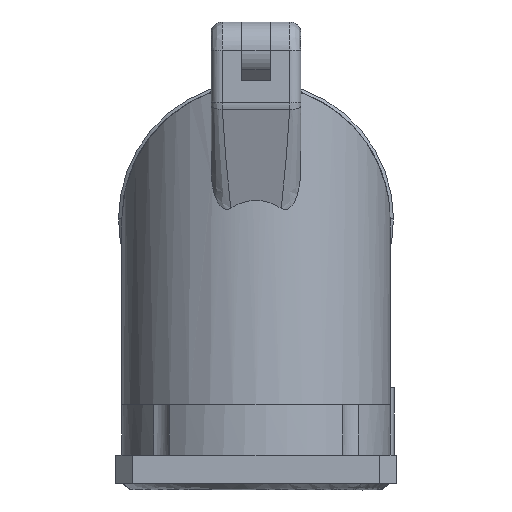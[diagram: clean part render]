
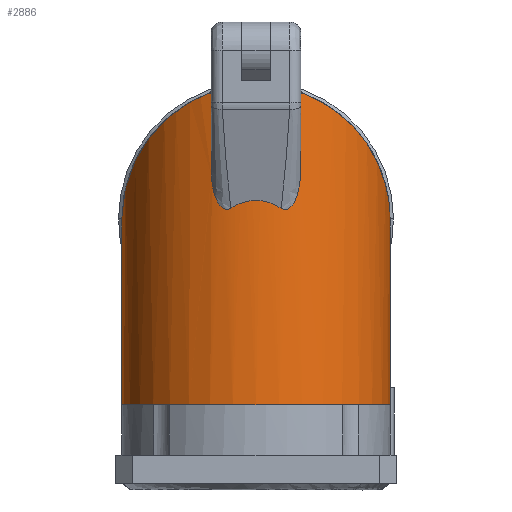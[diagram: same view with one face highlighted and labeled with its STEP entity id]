
A CAD part, front view. The second image highlights one B-rep face of the part: STEP entity #2886.
In plain terms, the highlighted cylindrical face has radius 11.95 mm (diameter 23.9 mm), a partial arc.
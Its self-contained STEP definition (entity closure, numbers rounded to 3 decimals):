
#1892=AXIS2_PLACEMENT_3D('Circle Axis2P3D',#1890,#1891,$) ;
#2754=AXIS2_PLACEMENT_3D('Cylinder Axis2P3D',#2751,#2752,#2753) ;
#1887=CARTESIAN_POINT('Vertex',(24.45,14.5,7.6)) ;
#1890=CARTESIAN_POINT('Axis2P3D Location',(12.5,14.5,7.6)) ;
#1894=CARTESIAN_POINT('Vertex',(0.55,14.5,7.6)) ;
#2703=CARTESIAN_POINT('Vertex',(24.45,14.5,24.15)) ;
#2706=CARTESIAN_POINT('Line Origine',(24.45,14.5,-4.271)) ;
#2751=CARTESIAN_POINT('Axis2P3D Location',(12.5,14.5,-4.271)) ;
#2757=CARTESIAN_POINT('Control Point',(16.5,3.239,35.411)) ;
#2758=CARTESIAN_POINT('Control Point',(17.54,3.609,35.041)) ;
#2759=CARTESIAN_POINT('Control Point',(18.517,4.091,34.559)) ;
#2760=CARTESIAN_POINT('Control Point',(19.411,4.669,33.98)) ;
#2761=CARTESIAN_POINT('Control Point',(20.6,5.632,33.018)) ;
#2762=CARTESIAN_POINT('Control Point',(21.581,6.711,31.939)) ;
#2763=CARTESIAN_POINT('Control Point',(21.882,7.077,31.573)) ;
#2764=CARTESIAN_POINT('Control Point',(23.063,8.664,29.986)) ;
#2765=CARTESIAN_POINT('Control Point',(23.858,10.394,28.255)) ;
#2766=CARTESIAN_POINT('Control Point',(24.254,11.754,26.896)) ;
#2767=CARTESIAN_POINT('Control Point',(24.45,13.131,25.519)) ;
#2768=CARTESIAN_POINT('Control Point',(24.45,14.5,24.15)) ;
#2769=CARTESIAN_POINT('Vertex',(16.5,3.239,35.411)) ;
#2772=CARTESIAN_POINT('Line Origine',(16.5,3.239,-4.271)) ;
#2776=CARTESIAN_POINT('Vertex',(16.5,3.239,28.584)) ;
#2780=CARTESIAN_POINT('Control Point',(16.5,3.239,28.584)) ;
#2781=CARTESIAN_POINT('Control Point',(16.5,3.239,28.31)) ;
#2782=CARTESIAN_POINT('Control Point',(16.49,3.236,28.036)) ;
#2783=CARTESIAN_POINT('Control Point',(16.47,3.229,27.771)) ;
#2784=CARTESIAN_POINT('Control Point',(16.427,3.214,27.382)) ;
#2785=CARTESIAN_POINT('Control Point',(16.36,3.19,26.998)) ;
#2786=CARTESIAN_POINT('Control Point',(16.337,3.183,26.883)) ;
#2787=CARTESIAN_POINT('Control Point',(16.273,3.161,26.593)) ;
#2788=CARTESIAN_POINT('Control Point',(16.192,3.134,26.308)) ;
#2789=CARTESIAN_POINT('Control Point',(16.136,3.116,26.141)) ;
#2790=CARTESIAN_POINT('Control Point',(16.012,3.077,25.819)) ;
#2791=CARTESIAN_POINT('Control Point',(15.848,3.028,25.517)) ;
#2792=CARTESIAN_POINT('Control Point',(15.752,3.,25.375)) ;
#2793=CARTESIAN_POINT('Control Point',(15.609,2.961,25.205)) ;
#2794=CARTESIAN_POINT('Control Point',(15.429,2.914,25.086)) ;
#2795=CARTESIAN_POINT('Control Point',(15.382,2.903,25.06)) ;
#2796=CARTESIAN_POINT('Control Point',(15.334,2.891,25.039)) ;
#2797=CARTESIAN_POINT('Control Point',(15.283,2.879,25.024)) ;
#2798=CARTESIAN_POINT('Vertex',(15.283,2.879,25.024)) ;
#2802=CARTESIAN_POINT('Control Point',(15.283,2.879,25.024)) ;
#2803=CARTESIAN_POINT('Control Point',(15.151,2.847,24.982)) ;
#2804=CARTESIAN_POINT('Control Point',(15.004,2.814,24.982)) ;
#2805=CARTESIAN_POINT('Control Point',(14.868,2.786,25.034)) ;
#2806=CARTESIAN_POINT('Control Point',(14.749,2.764,25.109)) ;
#2807=CARTESIAN_POINT('Vertex',(14.749,2.764,25.109)) ;
#2811=CARTESIAN_POINT('Control Point',(14.749,2.764,25.109)) ;
#2812=CARTESIAN_POINT('Control Point',(13.937,2.608,25.621)) ;
#2813=CARTESIAN_POINT('Control Point',(13.029,2.5,25.975)) ;
#2814=CARTESIAN_POINT('Control Point',(11.972,2.5,25.976)) ;
#2815=CARTESIAN_POINT('Control Point',(11.063,2.608,25.621)) ;
#2816=CARTESIAN_POINT('Control Point',(10.251,2.764,25.109)) ;
#2817=CARTESIAN_POINT('Vertex',(10.251,2.764,25.109)) ;
#2821=CARTESIAN_POINT('Control Point',(10.251,2.764,25.109)) ;
#2822=CARTESIAN_POINT('Control Point',(10.186,2.776,25.068)) ;
#2823=CARTESIAN_POINT('Control Point',(10.116,2.79,25.034)) ;
#2824=CARTESIAN_POINT('Control Point',(10.043,2.805,25.009)) ;
#2825=CARTESIAN_POINT('Control Point',(9.889,2.838,24.985)) ;
#2826=CARTESIAN_POINT('Control Point',(9.737,2.873,25.01)) ;
#2827=CARTESIAN_POINT('Control Point',(9.667,2.89,25.034)) ;
#2828=CARTESIAN_POINT('Control Point',(9.45,2.944,25.146)) ;
#2829=CARTESIAN_POINT('Control Point',(9.279,2.991,25.331)) ;
#2830=CARTESIAN_POINT('Control Point',(9.179,3.02,25.474)) ;
#2831=CARTESIAN_POINT('Control Point',(9.053,3.057,25.693)) ;
#2832=CARTESIAN_POINT('Control Point',(8.951,3.089,25.925)) ;
#2833=CARTESIAN_POINT('Control Point',(8.919,3.099,26.003)) ;
#2834=CARTESIAN_POINT('Control Point',(8.812,3.133,26.288)) ;
#2835=CARTESIAN_POINT('Control Point',(8.728,3.161,26.583)) ;
#2836=CARTESIAN_POINT('Control Point',(8.678,3.177,26.793)) ;
#2837=CARTESIAN_POINT('Control Point',(8.585,3.209,27.277)) ;
#2838=CARTESIAN_POINT('Control Point',(8.53,3.229,27.768)) ;
#2839=CARTESIAN_POINT('Control Point',(8.51,3.236,28.04)) ;
#2840=CARTESIAN_POINT('Control Point',(8.5,3.239,28.312)) ;
#2841=CARTESIAN_POINT('Control Point',(8.5,3.239,28.584)) ;
#2842=CARTESIAN_POINT('Vertex',(8.5,3.239,28.584)) ;
#2845=CARTESIAN_POINT('Line Origine',(8.5,3.239,-4.271)) ;
#2849=CARTESIAN_POINT('Vertex',(8.5,3.239,35.411)) ;
#2853=CARTESIAN_POINT('Control Point',(0.55,14.5,24.15)) ;
#2854=CARTESIAN_POINT('Control Point',(0.55,13.212,25.438)) ;
#2855=CARTESIAN_POINT('Control Point',(0.724,11.916,26.733)) ;
#2856=CARTESIAN_POINT('Control Point',(1.075,10.632,28.017)) ;
#2857=CARTESIAN_POINT('Control Point',(1.903,8.706,29.944)) ;
#2858=CARTESIAN_POINT('Control Point',(3.198,6.939,31.711)) ;
#2859=CARTESIAN_POINT('Control Point',(3.714,6.342,32.308)) ;
#2860=CARTESIAN_POINT('Control Point',(4.842,5.238,33.412)) ;
#2861=CARTESIAN_POINT('Control Point',(6.201,4.296,34.354)) ;
#2862=CARTESIAN_POINT('Control Point',(6.922,3.882,34.768)) ;
#2863=CARTESIAN_POINT('Control Point',(7.692,3.526,35.124)) ;
#2864=CARTESIAN_POINT('Control Point',(8.5,3.239,35.411)) ;
#2865=CARTESIAN_POINT('Vertex',(0.55,14.5,24.15)) ;
#2868=CARTESIAN_POINT('Line Origine',(0.55,14.5,-4.271)) ;
#1891=DIRECTION('Axis2P3D Direction',(0.,0.,-1.)) ;
#2707=DIRECTION('Vector Direction',(0.,0.,-1.)) ;
#2752=DIRECTION('Axis2P3D Direction',(0.,0.,-1.)) ;
#2753=DIRECTION('Axis2P3D XDirection',(1.,0.,0.)) ;
#2773=DIRECTION('Vector Direction',(0.,0.,-1.)) ;
#2846=DIRECTION('Vector Direction',(0.,0.,-1.)) ;
#2869=DIRECTION('Vector Direction',(0.,0.,-1.)) ;
#2708=VECTOR('Line Direction',#2707,1.) ;
#2774=VECTOR('Line Direction',#2773,1.) ;
#2847=VECTOR('Line Direction',#2846,1.) ;
#2870=VECTOR('Line Direction',#2869,1.) ;
#2874=ORIENTED_EDGE('',*,*,#2710,.F.) ;
#2875=ORIENTED_EDGE('',*,*,#2771,.F.) ;
#2876=ORIENTED_EDGE('',*,*,#2778,.T.) ;
#2877=ORIENTED_EDGE('',*,*,#2800,.T.) ;
#2878=ORIENTED_EDGE('',*,*,#2809,.T.) ;
#2879=ORIENTED_EDGE('',*,*,#2819,.T.) ;
#2880=ORIENTED_EDGE('',*,*,#2844,.T.) ;
#2881=ORIENTED_EDGE('',*,*,#2851,.F.) ;
#2882=ORIENTED_EDGE('',*,*,#2867,.F.) ;
#2883=ORIENTED_EDGE('',*,*,#2872,.T.) ;
#2884=ORIENTED_EDGE('',*,*,#1896,.F.) ;
#2886=ADVANCED_FACE('Hauptk\X2\00F6\X0\rper',(#2885),#2755,.T.) ;
#2756=B_SPLINE_CURVE_WITH_KNOTS('',5,(#2757,#2758,#2759,#2760,#2761,#2762,#2763,#2764,#2765,#2766,#2767,#2768),.UNSPECIFIED.,.F.,.U.,(6,3,3,6),(0.,8.606,12.83,26.493),.UNSPECIFIED.) ;
#2779=B_SPLINE_CURVE_WITH_KNOTS('',5,(#2780,#2781,#2782,#2783,#2784,#2785,#2786,#2787,#2788,#2789,#2790,#2791,#2792,#2793,#2794,#2795,#2796,#2797),.UNSPECIFIED.,.F.,.U.,(6,3,3,3,3,6),(0.,1.94,2.767,4.044,5.218,5.599),.UNSPECIFIED.) ;
#2801=B_SPLINE_CURVE_WITH_KNOTS('',4,(#2802,#2803,#2804,#2805,#2806),.UNSPECIFIED.,.F.,.U.,(5,5),(0.,0.816),.UNSPECIFIED.) ;
#2810=B_SPLINE_CURVE_WITH_KNOTS('',5,(#2811,#2812,#2813,#2814,#2815,#2816),.UNSPECIFIED.,.F.,.U.,(6,6),(0.,6.905),.UNSPECIFIED.) ;
#2820=B_SPLINE_CURVE_WITH_KNOTS('',5,(#2821,#2822,#2823,#2824,#2825,#2826,#2827,#2828,#2829,#2830,#2831,#2832,#2833,#2834,#2835,#2836,#2837,#2838,#2839,#2840,#2841),.UNSPECIFIED.,.F.,.U.,(6,3,3,3,3,3,6),(0.,0.551,1.107,2.306,2.907,4.477,6.4),.UNSPECIFIED.) ;
#2852=B_SPLINE_CURVE_WITH_KNOTS('',5,(#2853,#2854,#2855,#2856,#2857,#2858,#2859,#2860,#2861,#2862,#2863,#2864),.UNSPECIFIED.,.F.,.U.,(6,3,3,6),(0.,12.83,19.77,26.441),.UNSPECIFIED.) ;
#1893=CIRCLE('generated circle',#1892,11.95) ;
#2755=CYLINDRICAL_SURFACE('generated cylinder',#2754,11.95) ;
#1896=EDGE_CURVE('',#1888,#1895,#1893,.T.) ;
#2710=EDGE_CURVE('',#2704,#1888,#2709,.T.) ;
#2771=EDGE_CURVE('',#2770,#2704,#2756,.T.) ;
#2778=EDGE_CURVE('',#2770,#2777,#2775,.T.) ;
#2800=EDGE_CURVE('',#2777,#2799,#2779,.T.) ;
#2809=EDGE_CURVE('',#2799,#2808,#2801,.T.) ;
#2819=EDGE_CURVE('',#2808,#2818,#2810,.T.) ;
#2844=EDGE_CURVE('',#2818,#2843,#2820,.T.) ;
#2851=EDGE_CURVE('',#2850,#2843,#2848,.T.) ;
#2867=EDGE_CURVE('',#2866,#2850,#2852,.T.) ;
#2872=EDGE_CURVE('',#2866,#1895,#2871,.T.) ;
#2873=EDGE_LOOP('',(#2874,#2875,#2876,#2877,#2878,#2879,#2880,#2881,#2882,#2883,#2884)) ;
#2885=FACE_OUTER_BOUND('',#2873,.T.) ;
#2709=LINE('Line',#2706,#2708) ;
#2775=LINE('Line',#2772,#2774) ;
#2848=LINE('Line',#2845,#2847) ;
#2871=LINE('Line',#2868,#2870) ;
#1888=VERTEX_POINT('',#1887) ;
#1895=VERTEX_POINT('',#1894) ;
#2704=VERTEX_POINT('',#2703) ;
#2770=VERTEX_POINT('',#2769) ;
#2777=VERTEX_POINT('',#2776) ;
#2799=VERTEX_POINT('',#2798) ;
#2808=VERTEX_POINT('',#2807) ;
#2818=VERTEX_POINT('',#2817) ;
#2843=VERTEX_POINT('',#2842) ;
#2850=VERTEX_POINT('',#2849) ;
#2866=VERTEX_POINT('',#2865) ;
